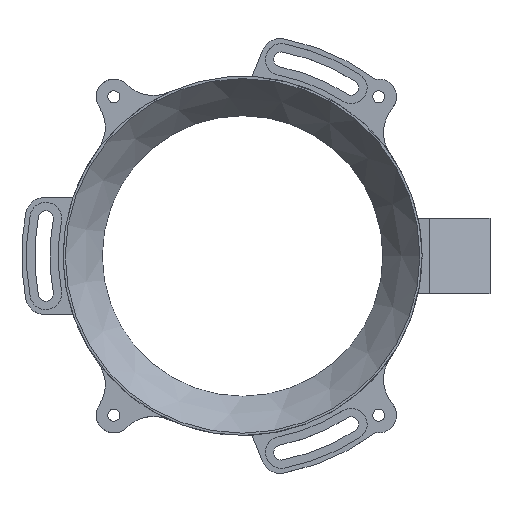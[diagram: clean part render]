
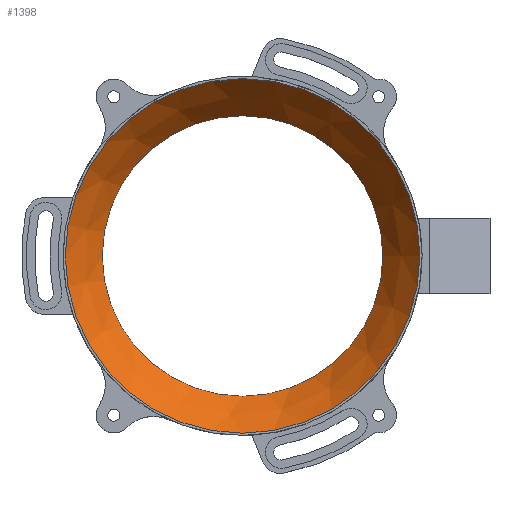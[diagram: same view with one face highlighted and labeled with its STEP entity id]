
A CAD part, top view. The second image highlights one B-rep face of the part: STEP entity #1398.
In plain terms, the highlighted conical face has half-angle 37.011 degrees and reference radius 18.6 mm.
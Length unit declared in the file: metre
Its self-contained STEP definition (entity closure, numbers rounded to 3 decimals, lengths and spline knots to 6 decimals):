
#12=CONICAL_SURFACE('',#1557,0.0186,0.646);
#128=CIRCLE('',#1554,0.0186);
#129=CIRCLE('',#1556,0.0235);
#318=ORIENTED_EDGE('',*,*,#699,.F.);
#319=ORIENTED_EDGE('',*,*,#698,.F.);
#698=EDGE_CURVE('',#887,#887,#128,.T.);
#699=EDGE_CURVE('',#888,#888,#129,.F.);
#887=VERTEX_POINT('',#2367);
#888=VERTEX_POINT('',#2370);
#1149=EDGE_LOOP('',(#318));
#1150=EDGE_LOOP('',(#319));
#1264=FACE_BOUND('',#1149,.T.);
#1265=FACE_BOUND('',#1150,.T.);
#1398=ADVANCED_FACE('',(#1264,#1265),#12,.F.);
#1554=AXIS2_PLACEMENT_3D('',#2366,#1872,#1873);
#1556=AXIS2_PLACEMENT_3D('',#2369,#1876,#1877);
#1557=AXIS2_PLACEMENT_3D('',#2371,#1878,#1879);
#1872=DIRECTION('',(0.,0.,1.));
#1873=DIRECTION('',(1.,0.,0.));
#1876=DIRECTION('',(0.,0.,1.));
#1877=DIRECTION('',(1.,0.,0.));
#1878=DIRECTION('',(0.,0.,1.));
#1879=DIRECTION('',(1.,0.,0.));
#2366=CARTESIAN_POINT('',(0.,0.,0.0019));
#2367=CARTESIAN_POINT('',(0.0186,0.,0.0019));
#2369=CARTESIAN_POINT('',(0.,0.,0.0084));
#2370=CARTESIAN_POINT('',(0.0235,0.,0.0084));
#2371=CARTESIAN_POINT('',(0.,0.,0.0019));
